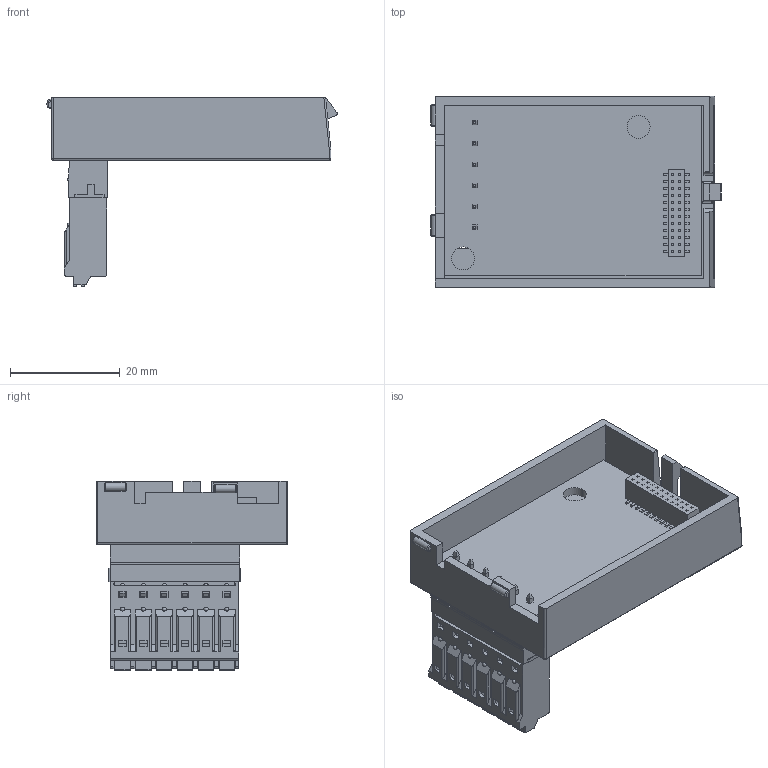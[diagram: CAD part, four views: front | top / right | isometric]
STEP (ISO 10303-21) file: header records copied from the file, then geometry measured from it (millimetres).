
FILE_DESCRIPTION((''),'2;1');
FILE_NAME('HCMXB-2RS232-100-BD','2026-03-11T13:46:32',('YUE.WEI'),(''),'CREO PARAMETRIC BY PTC INC, 2018400','CREO PARAMETRIC BY PTC INC, 2018400','');
FILE_SCHEMA(('CONFIG_CONTROL_DESIGN','SHAPE_APPEARANCE_LAYERS_GROUPS'));
Products named in the file (1): HCMXB-2RS232-100-BD
Bounding box: 52.91 x 35 x 34.55 mm (x, y, z)
Volume: 10718.7 mm3; surface area: 15433.5 mm2
Topology: 1 solids, 7 shells, 2390 faces, 6856 edges, 4468 vertices
Faces by surface type: plane 1960, cylinder 197, extrusion 117, cone 54, torus 34, sphere 28
Entity records: 84695 total; most frequent: CARTESIAN_POINT 15360, ORIENTED_EDGE 13664, DIRECTION 11758, EDGE_CURVE 6832, VECTOR 6074, LINE 5957, VERTEX_POINT 4468, AXIS2_PLACEMENT_3D 2842
